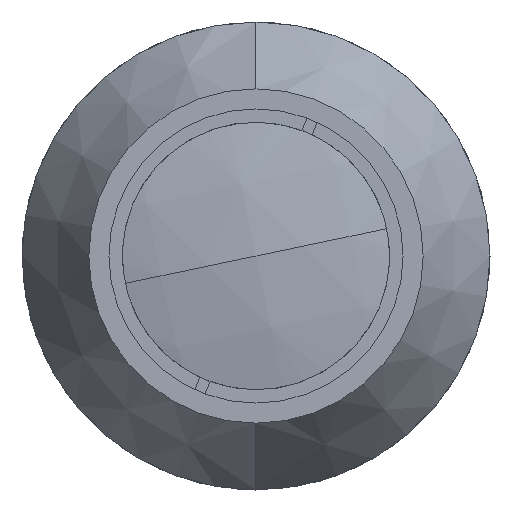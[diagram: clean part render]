
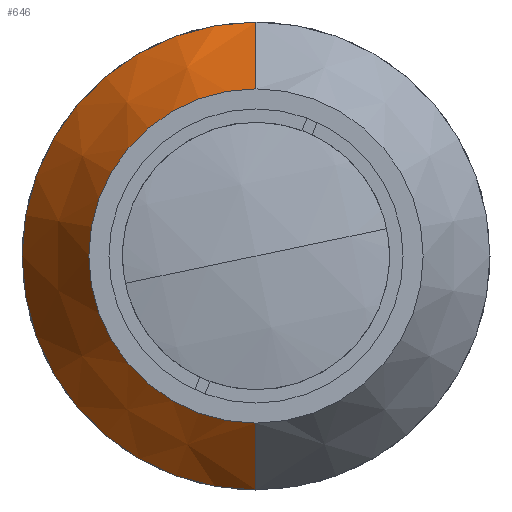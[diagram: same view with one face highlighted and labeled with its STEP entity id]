
A CAD part, left-side view. The second image highlights one B-rep face of the part: STEP entity #646.
In plain terms, the highlighted conical face has half-angle 30 degrees and reference radius 21 mm.
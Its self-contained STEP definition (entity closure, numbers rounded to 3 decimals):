
#50 = AXIS2_PLACEMENT_3D ( 'NONE', #3121, #1385, #3404 ) ;
#127 = AXIS2_PLACEMENT_3D ( 'NONE', #2048, #248, #2340 ) ;
#149 = CARTESIAN_POINT ( 'NONE',  ( 25.392, 0., -21. ) ) ;
#248 = DIRECTION ( 'NONE',  ( -1., 0., 0. ) ) ;
#484 = VERTEX_POINT ( 'NONE', #3111 ) ;
#526 = CARTESIAN_POINT ( 'NONE',  ( 25.392, 0., -21. ) ) ;
#646 = ADVANCED_FACE ( 'NONE', ( #1269 ), #1164, .T. ) ;
#713 = EDGE_CURVE ( 'NONE', #3323, #2830, #1059, .T. ) ;
#1059 = LINE ( 'NONE', #526, #3316 ) ;
#1066 = ORIENTED_EDGE ( 'NONE', *, *, #713, .F. ) ;
#1164 = CONICAL_SURFACE ( 'NONE', #1213, 21., 0.524 ) ;
#1213 = AXIS2_PLACEMENT_3D ( 'NONE', #2820, #3107, #2256 ) ;
#1269 = FACE_OUTER_BOUND ( 'NONE', #3278, .T. ) ;
#1284 = EDGE_CURVE ( 'NONE', #484, #2956, #2639, .T. ) ;
#1294 = ORIENTED_EDGE ( 'NONE', *, *, #3778, .T. ) ;
#1331 = ORIENTED_EDGE ( 'NONE', *, *, #1284, .T. ) ;
#1385 = DIRECTION ( 'NONE',  ( -1., 0., 0. ) ) ;
#1445 = DIRECTION ( 'NONE',  ( 0.866, 0., -0.5 ) ) ;
#1775 = VECTOR ( 'NONE', #2244, 1000. ) ;
#1810 = CIRCLE ( 'NONE', #50, 21. ) ;
#1999 = EDGE_CURVE ( 'NONE', #484, #3323, #3361, .T. ) ;
#2027 = CARTESIAN_POINT ( 'NONE',  ( 25.392, 0., 21. ) ) ;
#2048 = CARTESIAN_POINT ( 'NONE',  ( 15., 0., 0. ) ) ;
#2244 = DIRECTION ( 'NONE',  ( 0.866, 0., 0.5 ) ) ;
#2256 = DIRECTION ( 'NONE',  ( 0., 0., -1. ) ) ;
#2340 = DIRECTION ( 'NONE',  ( 0., 0., 1. ) ) ;
#2639 = LINE ( 'NONE', #3682, #1775 ) ;
#2658 = CARTESIAN_POINT ( 'NONE',  ( 15., 0., -15. ) ) ;
#2820 = CARTESIAN_POINT ( 'NONE',  ( 25.392, 0., 0. ) ) ;
#2830 = VERTEX_POINT ( 'NONE', #149 ) ;
#2956 = VERTEX_POINT ( 'NONE', #2027 ) ;
#3107 = DIRECTION ( 'NONE',  ( 1., 0., 0. ) ) ;
#3111 = CARTESIAN_POINT ( 'NONE',  ( 15., 0., 15. ) ) ;
#3121 = CARTESIAN_POINT ( 'NONE',  ( 25.392, 0., 0. ) ) ;
#3278 = EDGE_LOOP ( 'NONE', ( #3674, #1331, #1294, #1066 ) ) ;
#3316 = VECTOR ( 'NONE', #1445, 1000. ) ;
#3323 = VERTEX_POINT ( 'NONE', #2658 ) ;
#3361 = CIRCLE ( 'NONE', #127, 15. ) ;
#3404 = DIRECTION ( 'NONE',  ( 0., 0., 1. ) ) ;
#3674 = ORIENTED_EDGE ( 'NONE', *, *, #1999, .F. ) ;
#3682 = CARTESIAN_POINT ( 'NONE',  ( 25.392, 0., 21. ) ) ;
#3778 = EDGE_CURVE ( 'NONE', #2956, #2830, #1810, .T. ) ;
